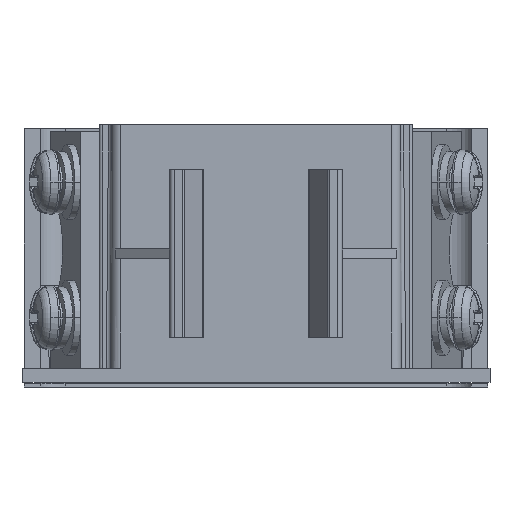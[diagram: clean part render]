
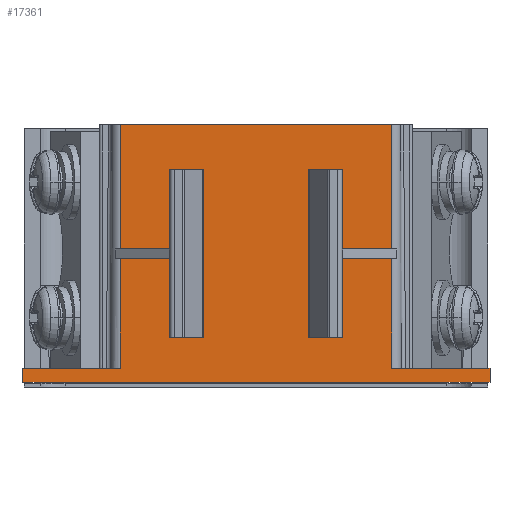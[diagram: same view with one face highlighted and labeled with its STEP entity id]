
A CAD part, front view. The second image highlights one B-rep face of the part: STEP entity #17361.
In plain terms, the highlighted planar face has unit normal (0, -1, 0).
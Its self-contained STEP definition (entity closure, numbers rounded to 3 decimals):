
#389=DIRECTION('',(-1.,0.,0.));
#390=VECTOR('',#389,10.5);
#391=CARTESIAN_POINT('',(25.,0.,1.6));
#392=LINE('',#391,#390);
#516=CARTESIAN_POINT('',(-14.5,0.,1.6));
#518=DIRECTION('',(-1.,0.,0.));
#519=VECTOR('',#518,10.5);
#520=CARTESIAN_POINT('',(-14.5,0.,1.6));
#521=LINE('',#520,#519);
#703=DIRECTION('',(1.,0.,0.));
#704=VECTOR('',#703,5.229);
#705=CARTESIAN_POINT('',(-14.479,0.,13.35));
#706=LINE('',#705,#704);
#707=DIRECTION('',(0.,0.,1.));
#708=VECTOR('',#707,8.5);
#709=CARTESIAN_POINT('',(-9.25,0.,4.85));
#710=LINE('',#709,#708);
#711=DIRECTION('',(1.,0.,0.));
#712=VECTOR('',#711,1.65);
#713=CARTESIAN_POINT('',(-9.25,0.,4.85));
#714=LINE('',#713,#712);
#715=DIRECTION('',(0.,0.,1.));
#716=VECTOR('',#715,18.);
#717=CARTESIAN_POINT('',(-7.6,0.,4.85));
#718=LINE('',#717,#716);
#719=DIRECTION('',(1.,0.,0.));
#720=VECTOR('',#719,1.65);
#721=CARTESIAN_POINT('',(-9.25,0.,22.85));
#722=LINE('',#721,#720);
#723=DIRECTION('',(0.,0.,1.));
#724=VECTOR('',#723,8.5);
#725=CARTESIAN_POINT('',(-9.25,0.,14.35));
#726=LINE('',#725,#724);
#727=DIRECTION('',(1.,0.,0.));
#728=VECTOR('',#727,5.228);
#729=CARTESIAN_POINT('',(-14.478,0.,14.35));
#730=LINE('',#729,#728);
#731=DIRECTION('',(0.002,0.,1.));
#732=VECTOR('',#731,13.25);
#733=CARTESIAN_POINT('',(-14.478,0.,14.35));
#734=LINE('',#733,#732);
#735=DIRECTION('',(0.002,0.,-1.));
#736=VECTOR('',#735,13.25);
#737=CARTESIAN_POINT('',(14.455,0.,27.6));
#738=LINE('',#737,#736);
#739=DIRECTION('',(1.,0.,0.));
#740=VECTOR('',#739,5.228);
#741=CARTESIAN_POINT('',(9.25,0.,14.35));
#742=LINE('',#741,#740);
#743=DIRECTION('',(0.,0.,1.));
#744=VECTOR('',#743,8.5);
#745=CARTESIAN_POINT('',(9.25,0.,14.35));
#746=LINE('',#745,#744);
#747=DIRECTION('',(1.,0.,0.));
#748=VECTOR('',#747,1.65);
#749=CARTESIAN_POINT('',(7.6,0.,22.85));
#750=LINE('',#749,#748);
#751=DIRECTION('',(0.,0.,1.));
#752=VECTOR('',#751,18.);
#753=CARTESIAN_POINT('',(7.6,0.,4.85));
#754=LINE('',#753,#752);
#755=DIRECTION('',(1.,0.,0.));
#756=VECTOR('',#755,1.65);
#757=CARTESIAN_POINT('',(7.6,0.,4.85));
#758=LINE('',#757,#756);
#759=DIRECTION('',(0.,0.,1.));
#760=VECTOR('',#759,8.5);
#761=CARTESIAN_POINT('',(9.25,0.,4.85));
#762=LINE('',#761,#760);
#763=DIRECTION('',(1.,0.,0.));
#764=VECTOR('',#763,5.229);
#765=CARTESIAN_POINT('',(9.25,0.,13.35));
#766=LINE('',#765,#764);
#767=DIRECTION('',(0.002,0.,-1.));
#768=VECTOR('',#767,11.75);
#769=CARTESIAN_POINT('',(14.479,0.,13.35));
#770=LINE('',#769,#768);
#771=DIRECTION('',(0.,0.,-1.));
#772=VECTOR('',#771,1.5);
#773=CARTESIAN_POINT('',(25.,0.,1.6));
#774=LINE('',#773,#772);
#775=DIRECTION('',(1.,0.,0.));
#776=VECTOR('',#775,50.);
#777=CARTESIAN_POINT('',(-25.,0.,0.1));
#778=LINE('',#777,#776);
#779=DIRECTION('',(0.,0.,1.));
#780=VECTOR('',#779,1.5);
#781=CARTESIAN_POINT('',(-25.,0.,0.1));
#782=LINE('',#781,#780);
#783=DIRECTION('',(0.002,0.,1.));
#784=VECTOR('',#783,11.75);
#785=CARTESIAN_POINT('',(-14.5,0.,1.6));
#786=LINE('',#785,#784);
#6194=DIRECTION('',(-1.,0.,0.));
#6195=VECTOR('',#6194,28.909);
#6196=CARTESIAN_POINT('',(14.455,0.,27.6));
#6197=LINE('',#6196,#6195);
#14706=CARTESIAN_POINT('',(25.,0.,1.6));
#14707=VERTEX_POINT('',#14706);
#14708=CARTESIAN_POINT('',(14.5,0.,1.6));
#14709=VERTEX_POINT('',#14708);
#14761=VERTEX_POINT('',#516);
#14762=CARTESIAN_POINT('',(-25.,0.,1.6));
#14763=VERTEX_POINT('',#14762);
#14850=CARTESIAN_POINT('',(14.455,0.,27.6));
#14851=CARTESIAN_POINT('',(-14.455,0.,27.6));
#14852=VERTEX_POINT('',#14850);
#14853=VERTEX_POINT('',#14851);
#16335=CARTESIAN_POINT('',(-25.,0.,0.1));
#16336=VERTEX_POINT('',#16335);
#16337=CARTESIAN_POINT('',(25.,0.,0.1));
#16338=VERTEX_POINT('',#16337);
#16417=CARTESIAN_POINT('',(-9.25,0.,4.85));
#16418=CARTESIAN_POINT('',(-7.6,0.,4.85));
#16419=VERTEX_POINT('',#16417);
#16420=VERTEX_POINT('',#16418);
#16421=CARTESIAN_POINT('',(7.6,0.,4.85));
#16422=CARTESIAN_POINT('',(9.25,0.,4.85));
#16423=VERTEX_POINT('',#16421);
#16424=VERTEX_POINT('',#16422);
#16425=CARTESIAN_POINT('',(-9.25,0.,22.85));
#16426=CARTESIAN_POINT('',(-7.6,0.,22.85));
#16427=VERTEX_POINT('',#16425);
#16428=VERTEX_POINT('',#16426);
#16429=CARTESIAN_POINT('',(7.6,0.,22.85));
#16430=CARTESIAN_POINT('',(9.25,0.,22.85));
#16431=VERTEX_POINT('',#16429);
#16432=VERTEX_POINT('',#16430);
#16441=CARTESIAN_POINT('',(-14.479,0.,13.35));
#16442=CARTESIAN_POINT('',(-9.25,0.,13.35));
#16443=VERTEX_POINT('',#16441);
#16444=VERTEX_POINT('',#16442);
#16445=CARTESIAN_POINT('',(9.25,0.,13.35));
#16446=CARTESIAN_POINT('',(14.479,0.,13.35));
#16447=VERTEX_POINT('',#16445);
#16448=VERTEX_POINT('',#16446);
#16449=CARTESIAN_POINT('',(-14.478,0.,14.35));
#16450=CARTESIAN_POINT('',(-9.25,0.,14.35));
#16451=VERTEX_POINT('',#16449);
#16452=VERTEX_POINT('',#16450);
#16453=CARTESIAN_POINT('',(9.25,0.,14.35));
#16454=CARTESIAN_POINT('',(14.478,0.,14.35));
#16455=VERTEX_POINT('',#16453);
#16456=VERTEX_POINT('',#16454);
#17310=CARTESIAN_POINT('',(0.,0.,0.8));
#17311=DIRECTION('',(0.,1.,0.));
#17312=DIRECTION('',(1.,0.,0.));
#17313=AXIS2_PLACEMENT_3D('',#17310,#17311,#17312);
#17314=PLANE('',#17313);
#17316=ORIENTED_EDGE('',*,*,#17315,.T.);
#17318=ORIENTED_EDGE('',*,*,#17317,.F.);
#17320=ORIENTED_EDGE('',*,*,#17319,.T.);
#17322=ORIENTED_EDGE('',*,*,#17321,.T.);
#17324=ORIENTED_EDGE('',*,*,#17323,.F.);
#17326=ORIENTED_EDGE('',*,*,#17325,.F.);
#17328=ORIENTED_EDGE('',*,*,#17327,.F.);
#17330=ORIENTED_EDGE('',*,*,#17329,.T.);
#17332=ORIENTED_EDGE('',*,*,#17331,.F.);
#17334=ORIENTED_EDGE('',*,*,#17333,.T.);
#17336=ORIENTED_EDGE('',*,*,#17335,.F.);
#17338=ORIENTED_EDGE('',*,*,#17337,.T.);
#17340=ORIENTED_EDGE('',*,*,#17339,.F.);
#17342=ORIENTED_EDGE('',*,*,#17341,.F.);
#17344=ORIENTED_EDGE('',*,*,#17343,.T.);
#17346=ORIENTED_EDGE('',*,*,#17345,.T.);
#17348=ORIENTED_EDGE('',*,*,#17347,.T.);
#17350=ORIENTED_EDGE('',*,*,#17349,.T.);
#17351=ORIENTED_EDGE('',*,*,#16941,.F.);
#17352=ORIENTED_EDGE('',*,*,#17303,.T.);
#17353=ORIENTED_EDGE('',*,*,#17226,.F.);
#17355=ORIENTED_EDGE('',*,*,#17354,.T.);
#17356=ORIENTED_EDGE('',*,*,#17013,.F.);
#17358=ORIENTED_EDGE('',*,*,#17357,.T.);
#17359=EDGE_LOOP('',(#17316,#17318,#17320,#17322,#17324,#17326,#17328,#17330,
#17332,#17334,#17336,#17338,#17340,#17342,#17344,#17346,#17348,#17350,#17351,
#17352,#17353,#17355,#17356,#17358));
#17360=FACE_OUTER_BOUND('',#17359,.F.);
#16941=EDGE_CURVE('',#14707,#14709,#392,.T.);
#17013=EDGE_CURVE('',#14761,#14763,#521,.T.);
#17226=EDGE_CURVE('',#16336,#16338,#778,.T.);
#17303=EDGE_CURVE('',#14707,#16338,#774,.T.);
#17315=EDGE_CURVE('',#16443,#16444,#706,.T.);
#17317=EDGE_CURVE('',#16419,#16444,#710,.T.);
#17319=EDGE_CURVE('',#16419,#16420,#714,.T.);
#17321=EDGE_CURVE('',#16420,#16428,#718,.T.);
#17323=EDGE_CURVE('',#16427,#16428,#722,.T.);
#17325=EDGE_CURVE('',#16452,#16427,#726,.T.);
#17327=EDGE_CURVE('',#16451,#16452,#730,.T.);
#17329=EDGE_CURVE('',#16451,#14853,#734,.T.);
#17331=EDGE_CURVE('',#14852,#14853,#6197,.T.);
#17333=EDGE_CURVE('',#14852,#16456,#738,.T.);
#17335=EDGE_CURVE('',#16455,#16456,#742,.T.);
#17337=EDGE_CURVE('',#16455,#16432,#746,.T.);
#17339=EDGE_CURVE('',#16431,#16432,#750,.T.);
#17341=EDGE_CURVE('',#16423,#16431,#754,.T.);
#17343=EDGE_CURVE('',#16423,#16424,#758,.T.);
#17345=EDGE_CURVE('',#16424,#16447,#762,.T.);
#17347=EDGE_CURVE('',#16447,#16448,#766,.T.);
#17349=EDGE_CURVE('',#16448,#14709,#770,.T.);
#17354=EDGE_CURVE('',#16336,#14763,#782,.T.);
#17357=EDGE_CURVE('',#14761,#16443,#786,.T.);
#17361=ADVANCED_FACE('',(#17360),#17314,.F.);
